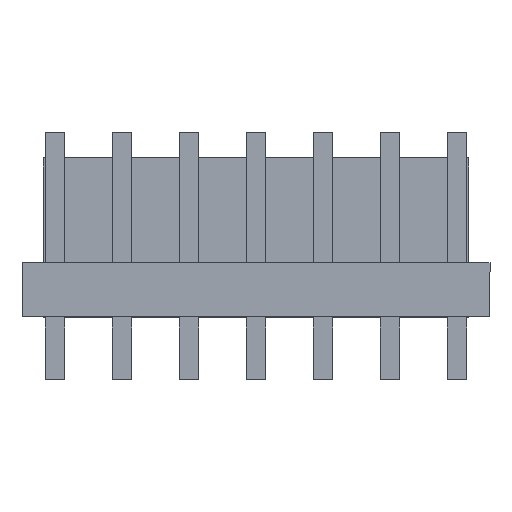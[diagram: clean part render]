
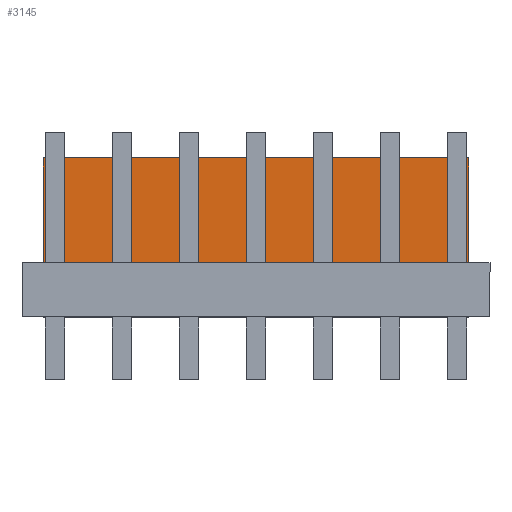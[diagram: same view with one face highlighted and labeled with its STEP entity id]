
A CAD part, top view. The second image highlights one B-rep face of the part: STEP entity #3145.
In plain terms, the highlighted planar face has unit normal (0, 0, 1).
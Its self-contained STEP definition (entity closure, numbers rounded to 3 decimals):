
#1746 = DIRECTION ( 'NONE',  ( 1., 0., 0. ) ) ;
#1747 = VECTOR ( 'NONE', #1746, 1000. ) ;
#1748 = CARTESIAN_POINT ( 'NONE',  ( -13.83, 9.4, -2.55 ) ) ;
#1749 = LINE ( 'NONE', #1748, #1747 ) ;
#1951 = DIRECTION ( 'NONE',  ( 1., 0., 0. ) ) ;
#1952 = VECTOR ( 'NONE', #1951, 1000. ) ;
#1953 = CARTESIAN_POINT ( 'NONE',  ( -13.83, 3.2, -2.55 ) ) ;
#1954 = LINE ( 'NONE', #1953, #1952 ) ;
#1957 = CARTESIAN_POINT ( 'NONE',  ( -12.58, 3.2, -2.55 ) ) ;
#1958 = CARTESIAN_POINT ( 'NONE',  ( 12.58, 3.2, -2.55 ) ) ;
#2033 = DIRECTION ( 'NONE',  ( 0., -1., 0. ) ) ;
#2034 = DIRECTION ( 'NONE',  ( 0., 0., 1. ) ) ;
#2035 = CARTESIAN_POINT ( 'NONE',  ( -13.83, 9.4, -2.55 ) ) ;
#2036 = AXIS2_PLACEMENT_3D ( 'NONE', #2035, #2034, #2033 ) ;
#2037 = PLANE ( 'NONE',  #2036 ) ;
#2038 = FACE_OUTER_BOUND ( 'NONE', #3142, .T. ) ;
#2039 = DIRECTION ( 'NONE',  ( 0., -1., 0. ) ) ;
#2040 = VECTOR ( 'NONE', #2039, 1000. ) ;
#2041 = CARTESIAN_POINT ( 'NONE',  ( -12.58, 0., -2.55 ) ) ;
#2042 = LINE ( 'NONE', #2041, #2040 ) ;
#2047 = CARTESIAN_POINT ( 'NONE',  ( -12.58, 9.4, -2.55 ) ) ;
#2273 = CARTESIAN_POINT ( 'NONE',  ( 12.58, 9.4, -2.55 ) ) ;
#2332 = DIRECTION ( 'NONE',  ( 0., -1., 0. ) ) ;
#2333 = VECTOR ( 'NONE', #2332, 1000. ) ;
#2334 = CARTESIAN_POINT ( 'NONE',  ( 12.58, 0., -2.55 ) ) ;
#2335 = LINE ( 'NONE', #2334, #2333 ) ;
#2958 = EDGE_CURVE ( 'NONE', #3135, #3249, #1749, .T. ) ;
#3055 = ORIENTED_EDGE ( 'NONE', *, *, #2958, .F. ) ;
#3068 = VERTEX_POINT ( 'NONE', #1958 ) ;
#3069 = VERTEX_POINT ( 'NONE', #1957 ) ;
#3075 = EDGE_CURVE ( 'NONE', #3069, #3068, #1954, .T. ) ;
#3135 = VERTEX_POINT ( 'NONE', #2047 ) ;
#3136 = ORIENTED_EDGE ( 'NONE', *, *, #3075, .T. ) ;
#3140 = EDGE_CURVE ( 'NONE', #3135, #3069, #2042, .T. ) ;
#3141 = ORIENTED_EDGE ( 'NONE', *, *, #3140, .T. ) ;
#3142 = EDGE_LOOP ( 'NONE', ( #3141, #3136, #3260, #3055 ) ) ;
#3145 = ADVANCED_FACE ( 'NONE', ( #2038 ), #2037, .T. ) ;
#3249 = VERTEX_POINT ( 'NONE', #2273 ) ;
#3251 = EDGE_CURVE ( 'NONE', #3249, #3068, #2335, .T. ) ;
#3260 = ORIENTED_EDGE ( 'NONE', *, *, #3251, .F. ) ;
